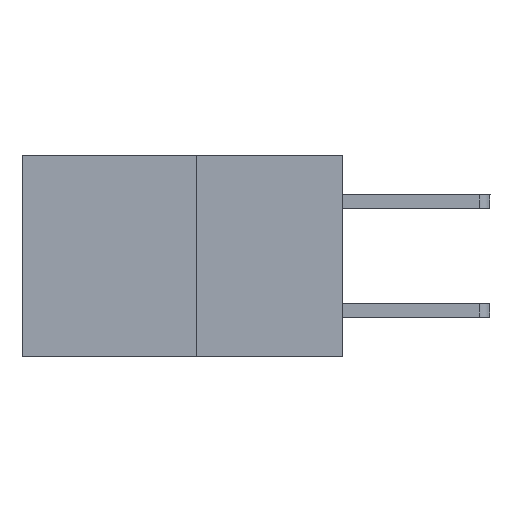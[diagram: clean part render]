
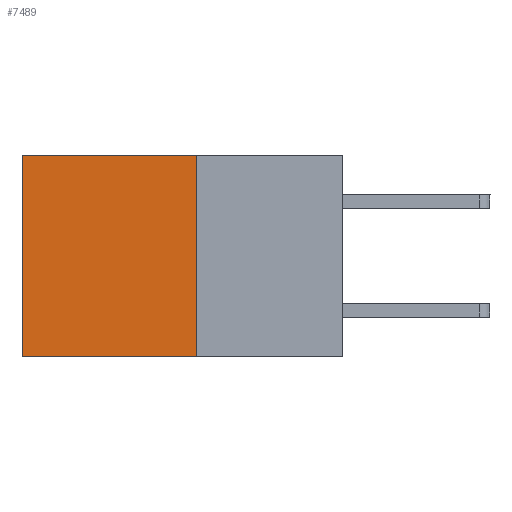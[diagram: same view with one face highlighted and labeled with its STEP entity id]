
A CAD part, left-side view. The second image highlights one B-rep face of the part: STEP entity #7489.
In plain terms, the highlighted planar face has unit normal (-1, 0, 0).
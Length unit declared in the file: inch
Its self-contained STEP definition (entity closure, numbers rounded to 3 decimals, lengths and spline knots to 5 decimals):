
#83 = EDGE_CURVE ( 'NONE', #5938, #239, #4764, .T. ) ;
#239 = VERTEX_POINT ( 'NONE', #5946 ) ;
#257 = EDGE_CURVE ( 'NONE', #9343, #6489, #2799, .T. ) ;
#327 = DIRECTION ( 'NONE',  ( 1., 0., 0. ) ) ;
#755 = VECTOR ( 'NONE', #7884, 39.37008 ) ;
#1221 = CARTESIAN_POINT ( 'NONE',  ( 0.277, 0.59, 0. ) ) ;
#1263 = CARTESIAN_POINT ( 'NONE',  ( 0.277, 0.27, 0. ) ) ;
#1294 = CARTESIAN_POINT ( 'NONE',  ( 0.277, 0.27, -0.37 ) ) ;
#1349 = FACE_OUTER_BOUND ( 'NONE', #8765, .T. ) ;
#1594 = EDGE_CURVE ( 'NONE', #9343, #5938, #4968, .T. ) ;
#2147 = DIRECTION ( 'NONE',  ( 0., 0., -1. ) ) ;
#2799 = LINE ( 'NONE', #1294, #3199 ) ;
#2883 = VECTOR ( 'NONE', #5467, 39.37008 ) ;
#3199 = VECTOR ( 'NONE', #2147, 39.37008 ) ;
#4764 = LINE ( 'NONE', #9201, #2883 ) ;
#4968 = LINE ( 'NONE', #1263, #6730 ) ;
#5413 = CARTESIAN_POINT ( 'NONE',  ( 0.277, 0.27, 0. ) ) ;
#5467 = DIRECTION ( 'NONE',  ( 0., 0., -1. ) ) ;
#5938 = VERTEX_POINT ( 'NONE', #1221 ) ;
#5946 = CARTESIAN_POINT ( 'NONE',  ( 0.277, 0.59, -0.37 ) ) ;
#6067 = CARTESIAN_POINT ( 'NONE',  ( 0.277, 0.27, -0.37 ) ) ;
#6442 = ORIENTED_EDGE ( 'NONE', *, *, #8444, .F. ) ;
#6489 = VERTEX_POINT ( 'NONE', #6067 ) ;
#6613 = DIRECTION ( 'NONE',  ( 0., 1., 0. ) ) ;
#6730 = VECTOR ( 'NONE', #6613, 39.37008 ) ;
#7122 = PLANE ( 'NONE',  #9095 ) ;
#7489 = ADVANCED_FACE ( 'NONE', ( #1349 ), #7122, .F. ) ;
#7781 = CARTESIAN_POINT ( 'NONE',  ( 0.277, 0.27, -0.37 ) ) ;
#7851 = ORIENTED_EDGE ( 'NONE', *, *, #257, .F. ) ;
#7884 = DIRECTION ( 'NONE',  ( 0., 1., 0. ) ) ;
#8156 = CARTESIAN_POINT ( 'NONE',  ( 0.277, 0.27, -0.37 ) ) ;
#8444 = EDGE_CURVE ( 'NONE', #6489, #239, #9372, .T. ) ;
#8683 = ORIENTED_EDGE ( 'NONE', *, *, #1594, .T. ) ;
#8713 = DIRECTION ( 'NONE',  ( 0., 0., -1. ) ) ;
#8765 = EDGE_LOOP ( 'NONE', ( #9226, #6442, #7851, #8683 ) ) ;
#9095 = AXIS2_PLACEMENT_3D ( 'NONE', #8156, #327, #8713 ) ;
#9201 = CARTESIAN_POINT ( 'NONE',  ( 0.277, 0.59, -0.37 ) ) ;
#9226 = ORIENTED_EDGE ( 'NONE', *, *, #83, .T. ) ;
#9343 = VERTEX_POINT ( 'NONE', #5413 ) ;
#9372 = LINE ( 'NONE', #7781, #755 ) ;
